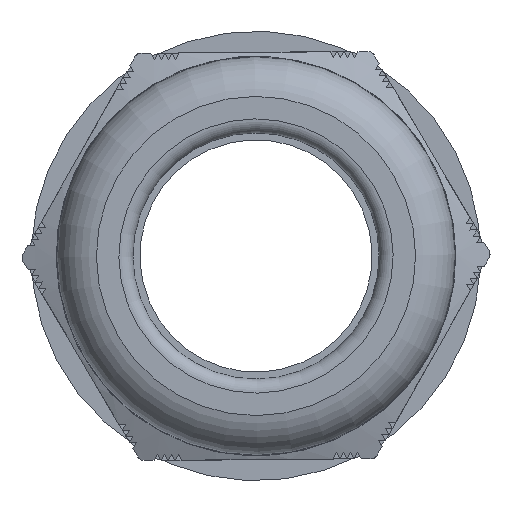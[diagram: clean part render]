
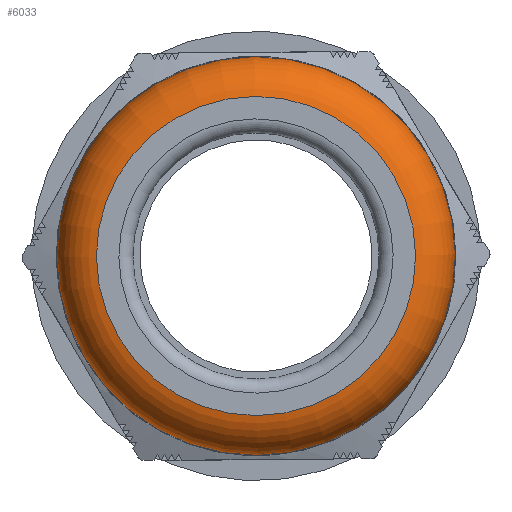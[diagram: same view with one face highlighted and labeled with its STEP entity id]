
A CAD part, left-side view. The second image highlights one B-rep face of the part: STEP entity #6033.
In plain terms, the highlighted toroidal (fillet/blend) face has major radius 10.821 mm and minor radius 3.364 mm.
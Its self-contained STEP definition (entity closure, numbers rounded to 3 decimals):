
#312=TOROIDAL_SURFACE('',#6576,10.821,3.364);
#352=FACE_BOUND('',#1238,.T.);
#885=FACE_OUTER_BOUND('',#1237,.T.);
#1237=EDGE_LOOP('',(#5633));
#1238=EDGE_LOOP('',(#5634));
#2359=CIRCLE('',#6569,11.365);
#2362=CIRCLE('',#6577,14.185);
#2966=VERTEX_POINT('',#13497);
#2968=VERTEX_POINT('',#13507);
#3857=EDGE_CURVE('',#2966,#2966,#2359,.T.);
#3860=EDGE_CURVE('',#2968,#2968,#2362,.T.);
#5633=ORIENTED_EDGE('',*,*,#3860,.F.);
#5634=ORIENTED_EDGE('',*,*,#3857,.T.);
#6033=ADVANCED_FACE('',(#885,#352),#312,.T.);
#6569=AXIS2_PLACEMENT_3D('',#13498,#8084,#8085);
#6576=AXIS2_PLACEMENT_3D('',#13506,#8098,#8099);
#6577=AXIS2_PLACEMENT_3D('',#13508,#8100,#8101);
#8084=DIRECTION('center_axis',(1.,0.,0.));
#8085=DIRECTION('ref_axis',(0.,0.,-1.));
#8098=DIRECTION('center_axis',(1.,0.,0.));
#8099=DIRECTION('ref_axis',(0.,0.,-1.));
#8100=DIRECTION('center_axis',(1.,0.,0.));
#8101=DIRECTION('ref_axis',(0.,0.,-1.));
#13497=CARTESIAN_POINT('',(-21.35,11.365,0.));
#13498=CARTESIAN_POINT('Origin',(-21.35,0.,0.));
#13506=CARTESIAN_POINT('Origin',(-18.03,0.,0.));
#13507=CARTESIAN_POINT('',(-18.03,14.185,0.));
#13508=CARTESIAN_POINT('Origin',(-18.03,0.,0.));
